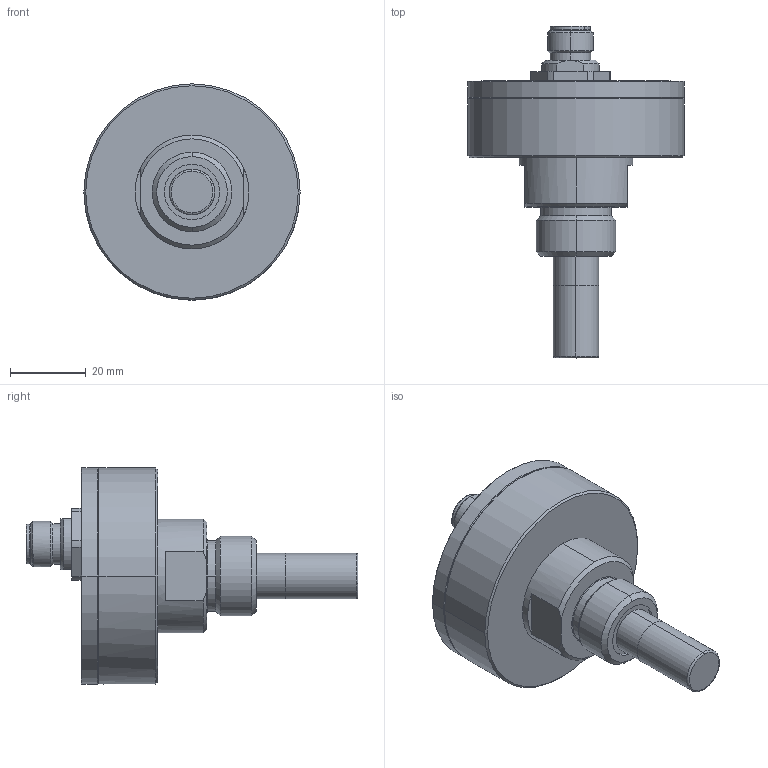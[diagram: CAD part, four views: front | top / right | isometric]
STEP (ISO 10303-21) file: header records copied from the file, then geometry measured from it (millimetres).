
FILE_DESCRIPTION((''),'2;1');
FILE_NAME('S217_M12_VERSION','2022-09-28T09:07:21',('jj'),(''),'CREO PARAMETRIC BY PTC INC, 2018100','CREO PARAMETRIC BY PTC INC, 2018100','');
FILE_SCHEMA(('CONFIG_CONTROL_DESIGN','SHAPE_APPEARANCE_LAYERS_GROUPS'));
Length unit declared in the file: millimetre
Products named in the file (1): S217_M12_VERSION
Bounding box: 57 x 87.5 x 57 mm (x, y, z)
Volume: 69252.4 mm3; surface area: 13585.8 mm2
Topology: 1 solids, 9 shells, 177 faces, 432 edges, 285 vertices
Faces by surface type: cylinder 72, plane 55, cone 30, torus 12, bspline 8
Entity records: 6137 total; most frequent: CARTESIAN_POINT 1430, DIRECTION 972, ORIENTED_EDGE 832, EDGE_CURVE 432, AXIS2_PLACEMENT_3D 410, VERTEX_POINT 285, CIRCLE 240, EDGE_LOOP 205
